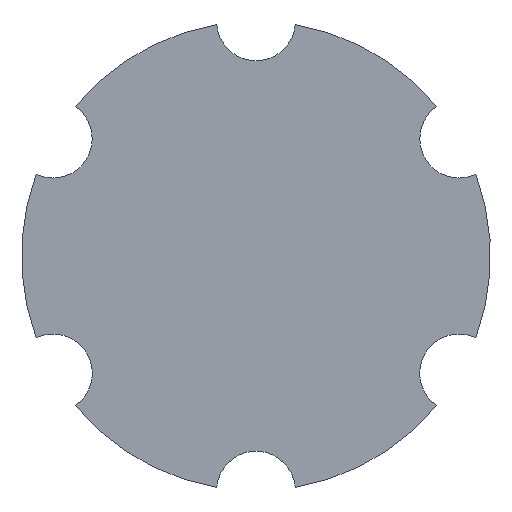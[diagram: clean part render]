
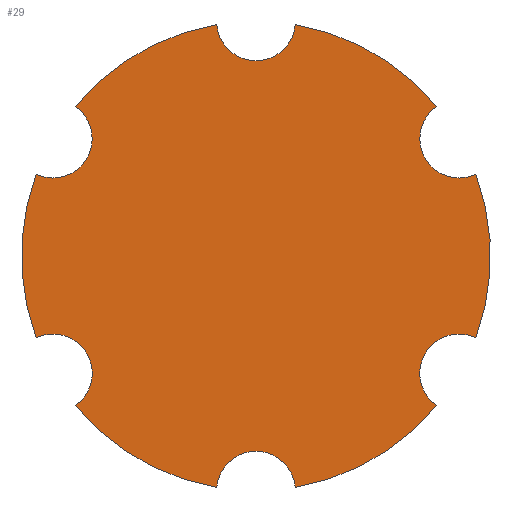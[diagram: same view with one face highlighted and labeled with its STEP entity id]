
A CAD part, front view. The second image highlights one B-rep face of the part: STEP entity #29.
In plain terms, the highlighted planar face has unit normal (0, -1, 0).
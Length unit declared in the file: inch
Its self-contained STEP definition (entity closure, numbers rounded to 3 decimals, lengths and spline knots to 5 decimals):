
#29 = ADVANCED_FACE ( 'NONE', ( #1473 ), #1474, .F. ) ;
#47 = EDGE_CURVE ( 'NONE', #1213, #1239, #376, .T. ) ;
#51 = EDGE_CURVE ( 'NONE', #1193, #1202, #409, .T. ) ;
#55 = EDGE_CURVE ( 'NONE', #1188, #1213, #501, .T. ) ;
#61 = EDGE_CURVE ( 'NONE', #1229, #1193, #443, .T. ) ;
#64 = EDGE_CURVE ( 'NONE', #1251, #1216, #348, .T. ) ;
#70 = EDGE_CURVE ( 'NONE', #1198, #1188, #383, .T. ) ;
#83 = EDGE_CURVE ( 'NONE', #1272, #1218, #468, .T. ) ;
#88 = EDGE_CURVE ( 'NONE', #1216, #1198, #449, .T. ) ;
#120 = ORIENTED_EDGE ( 'NONE', *, *, #614, .F. ) ;
#127 = ORIENTED_EDGE ( 'NONE', *, *, #70, .F. ) ;
#139 = ORIENTED_EDGE ( 'NONE', *, *, #1122, .F. ) ;
#140 = ORIENTED_EDGE ( 'NONE', *, *, #61, .F. ) ;
#149 = ORIENTED_EDGE ( 'NONE', *, *, #1172, .F. ) ;
#155 = ORIENTED_EDGE ( 'NONE', *, *, #299, .F. ) ;
#156 = ORIENTED_EDGE ( 'NONE', *, *, #64, .F. ) ;
#165 = ORIENTED_EDGE ( 'NONE', *, *, #1105, .F. ) ;
#168 = ORIENTED_EDGE ( 'NONE', *, *, #1135, .F. ) ;
#181 = ORIENTED_EDGE ( 'NONE', *, *, #88, .F. ) ;
#182 = ORIENTED_EDGE ( 'NONE', *, *, #47, .F. ) ;
#191 = ORIENTED_EDGE ( 'NONE', *, *, #51, .F. ) ;
#295 = CIRCLE ( 'NONE', #1094, 0.066 ) ;
#299 = EDGE_CURVE ( 'NONE', #1218, #1229, #503, .T. ) ;
#327 = EDGE_LOOP ( 'NONE', ( #165, #182, #575, #127, #181, #156, #168, #191, #140, #155, #545, #582, #120, #149, #139 ) ) ;
#340 = AXIS2_PLACEMENT_3D ( 'NONE', #775, #776, #777 ) ;
#341 = CIRCLE ( 'NONE', #340, 0.066 ) ;
#348 = CIRCLE ( 'NONE', #359, 0.3935 ) ;
#352 = AXIS2_PLACEMENT_3D ( 'NONE', #1552, #1553, #1554 ) ;
#357 = AXIS2_PLACEMENT_3D ( 'NONE', #645, #646, #647 ) ;
#359 = AXIS2_PLACEMENT_3D ( 'NONE', #1591, #1592, #1593 ) ;
#371 = AXIS2_PLACEMENT_3D ( 'NONE', #1610, #1611, #1612 ) ;
#374 = CIRCLE ( 'NONE', #403, 0.066 ) ;
#376 = CIRCLE ( 'NONE', #457, 0.3935 ) ;
#383 = CIRCLE ( 'NONE', #371, 0.3935 ) ;
#385 = AXIS2_PLACEMENT_3D ( 'NONE', #1565, #1566, #1567 ) ;
#393 = CIRCLE ( 'NONE', #414, 0.3935 ) ;
#396 = AXIS2_PLACEMENT_3D ( 'NONE', #1465, #1476, #1477 ) ;
#398 = AXIS2_PLACEMENT_3D ( 'NONE', #1649, #1650, #1651 ) ;
#399 = CIRCLE ( 'NONE', #425, 0.3935 ) ;
#403 = AXIS2_PLACEMENT_3D ( 'NONE', #671, #672, #673 ) ;
#409 = CIRCLE ( 'NONE', #352, 0.066 ) ;
#410 = AXIS2_PLACEMENT_3D ( 'NONE', #1664, #1665, #1666 ) ;
#414 = AXIS2_PLACEMENT_3D ( 'NONE', #717, #718, #719 ) ;
#425 = AXIS2_PLACEMENT_3D ( 'NONE', #721, #722, #723 ) ;
#429 = AXIS2_PLACEMENT_3D ( 'NONE', #620, #621, #622 ) ;
#443 = CIRCLE ( 'NONE', #467, 0.3935 ) ;
#449 = CIRCLE ( 'NONE', #410, 0.066 ) ;
#454 = CIRCLE ( 'NONE', #357, 0.066 ) ;
#457 = AXIS2_PLACEMENT_3D ( 'NONE', #1541, #1542, #1543 ) ;
#467 = AXIS2_PLACEMENT_3D ( 'NONE', #1582, #1583, #1584 ) ;
#468 = CIRCLE ( 'NONE', #398, 0.066 ) ;
#501 = CIRCLE ( 'NONE', #385, 0.066 ) ;
#503 = CIRCLE ( 'NONE', #429, 0.066 ) ;
#545 = ORIENTED_EDGE ( 'NONE', *, *, #83, .F. ) ;
#575 = ORIENTED_EDGE ( 'NONE', *, *, #55, .F. ) ;
#582 = ORIENTED_EDGE ( 'NONE', *, *, #1121, .F. ) ;
#614 = EDGE_CURVE ( 'NONE', #1231, #1240, #454, .T. ) ;
#620 = CARTESIAN_POINT ( 'NONE',  ( 0., 0., 0.3935 ) ) ;
#621 = DIRECTION ( 'NONE',  ( 0., -1., 0. ) ) ;
#622 = DIRECTION ( 'NONE',  ( 0., 0., 1. ) ) ;
#645 = CARTESIAN_POINT ( 'NONE',  ( -0.34078, 0., 0.19675 ) ) ;
#646 = DIRECTION ( 'NONE',  ( 0., -1., 0. ) ) ;
#647 = DIRECTION ( 'NONE',  ( 0., 0., 1. ) ) ;
#671 = CARTESIAN_POINT ( 'NONE',  ( -0.34078, 0., -0.19675 ) ) ;
#672 = DIRECTION ( 'NONE',  ( 0., -1., 0. ) ) ;
#673 = DIRECTION ( 'NONE',  ( 0., 0., 1. ) ) ;
#717 = CARTESIAN_POINT ( 'NONE',  ( 0., 0., 0. ) ) ;
#718 = DIRECTION ( 'NONE',  ( 0., 1., 0. ) ) ;
#719 = DIRECTION ( 'NONE',  ( 0., 0., 1. ) ) ;
#721 = CARTESIAN_POINT ( 'NONE',  ( 0., 0., 0. ) ) ;
#722 = DIRECTION ( 'NONE',  ( 0., 1., 0. ) ) ;
#723 = DIRECTION ( 'NONE',  ( 0., 0., 1. ) ) ;
#775 = CARTESIAN_POINT ( 'NONE',  ( 0.34078, 0., 0.19675 ) ) ;
#776 = DIRECTION ( 'NONE',  ( 0., -1., 0. ) ) ;
#777 = DIRECTION ( 'NONE',  ( 0., 0., 1. ) ) ;
#898 = CARTESIAN_POINT ( 'NONE',  ( -0.34078, 0., 0.19675 ) ) ;
#899 = DIRECTION ( 'NONE',  ( 0., -1., 0. ) ) ;
#900 = DIRECTION ( 'NONE',  ( 0., 0., 1. ) ) ;
#910 = CARTESIAN_POINT ( 'NONE',  ( 0.06577, 0., -0.38797 ) ) ;
#911 = CARTESIAN_POINT ( 'NONE',  ( -0.36887, 0., 0.13703 ) ) ;
#919 = CARTESIAN_POINT ( 'NONE',  ( 0.3031, 0., 0.25094 ) ) ;
#924 = CARTESIAN_POINT ( 'NONE',  ( 0.3031, 0., -0.25094 ) ) ;
#928 = CARTESIAN_POINT ( 'NONE',  ( 0.34078, 0., 0.13075 ) ) ;
#939 = CARTESIAN_POINT ( 'NONE',  ( -0.06577, 0., -0.38797 ) ) ;
#942 = CARTESIAN_POINT ( 'NONE',  ( 0.36887, 0., -0.13703 ) ) ;
#944 = CARTESIAN_POINT ( 'NONE',  ( 0., 0., 0.3275 ) ) ;
#955 = CARTESIAN_POINT ( 'NONE',  ( 0.06577, 0., 0.38797 ) ) ;
#957 = CARTESIAN_POINT ( 'NONE',  ( -0.34078, 0., 0.13075 ) ) ;
#958 = CARTESIAN_POINT ( 'NONE',  ( -0.36887, 0., -0.13703 ) ) ;
#965 = CARTESIAN_POINT ( 'NONE',  ( -0.3031, 0., -0.25094 ) ) ;
#966 = CARTESIAN_POINT ( 'NONE',  ( -0.3031, 0., 0.25094 ) ) ;
#977 = CARTESIAN_POINT ( 'NONE',  ( 0.36887, 0., 0.13703 ) ) ;
#998 = CARTESIAN_POINT ( 'NONE',  ( -0.06577, 0., 0.38797 ) ) ;
#1094 = AXIS2_PLACEMENT_3D ( 'NONE', #898, #899, #900 ) ;
#1105 = EDGE_CURVE ( 'NONE', #1239, #1232, #374, .T. ) ;
#1121 = EDGE_CURVE ( 'NONE', #1240, #1272, #393, .T. ) ;
#1122 = EDGE_CURVE ( 'NONE', #1232, #1182, #399, .T. ) ;
#1135 = EDGE_CURVE ( 'NONE', #1202, #1251, #341, .T. ) ;
#1172 = EDGE_CURVE ( 'NONE', #1182, #1231, #295, .T. ) ;
#1182 = VERTEX_POINT ( 'NONE', #911 ) ;
#1188 = VERTEX_POINT ( 'NONE', #910 ) ;
#1193 = VERTEX_POINT ( 'NONE', #919 ) ;
#1198 = VERTEX_POINT ( 'NONE', #924 ) ;
#1202 = VERTEX_POINT ( 'NONE', #928 ) ;
#1213 = VERTEX_POINT ( 'NONE', #939 ) ;
#1216 = VERTEX_POINT ( 'NONE', #942 ) ;
#1218 = VERTEX_POINT ( 'NONE', #944 ) ;
#1229 = VERTEX_POINT ( 'NONE', #955 ) ;
#1231 = VERTEX_POINT ( 'NONE', #957 ) ;
#1232 = VERTEX_POINT ( 'NONE', #958 ) ;
#1239 = VERTEX_POINT ( 'NONE', #965 ) ;
#1240 = VERTEX_POINT ( 'NONE', #966 ) ;
#1251 = VERTEX_POINT ( 'NONE', #977 ) ;
#1272 = VERTEX_POINT ( 'NONE', #998 ) ;
#1465 = CARTESIAN_POINT ( 'NONE',  ( -0.17039, 0., -0.09838 ) ) ;
#1473 = FACE_OUTER_BOUND ( 'NONE', #327, .T. ) ;
#1474 = PLANE ( 'NONE',  #396 ) ;
#1476 = DIRECTION ( 'NONE',  ( 0., 1., 0. ) ) ;
#1477 = DIRECTION ( 'NONE',  ( 0., 0., 1. ) ) ;
#1541 = CARTESIAN_POINT ( 'NONE',  ( 0., 0., 0. ) ) ;
#1542 = DIRECTION ( 'NONE',  ( 0., 1., 0. ) ) ;
#1543 = DIRECTION ( 'NONE',  ( 0., 0., 1. ) ) ;
#1552 = CARTESIAN_POINT ( 'NONE',  ( 0.34078, 0., 0.19675 ) ) ;
#1553 = DIRECTION ( 'NONE',  ( 0., -1., 0. ) ) ;
#1554 = DIRECTION ( 'NONE',  ( 0., 0., 1. ) ) ;
#1565 = CARTESIAN_POINT ( 'NONE',  ( 0., 0., -0.3935 ) ) ;
#1566 = DIRECTION ( 'NONE',  ( 0., -1., 0. ) ) ;
#1567 = DIRECTION ( 'NONE',  ( 0., 0., 1. ) ) ;
#1582 = CARTESIAN_POINT ( 'NONE',  ( 0., 0., 0. ) ) ;
#1583 = DIRECTION ( 'NONE',  ( 0., 1., 0. ) ) ;
#1584 = DIRECTION ( 'NONE',  ( 0., 0., 1. ) ) ;
#1591 = CARTESIAN_POINT ( 'NONE',  ( 0., 0., 0. ) ) ;
#1592 = DIRECTION ( 'NONE',  ( 0., 1., 0. ) ) ;
#1593 = DIRECTION ( 'NONE',  ( 0., 0., 1. ) ) ;
#1610 = CARTESIAN_POINT ( 'NONE',  ( 0., 0., 0. ) ) ;
#1611 = DIRECTION ( 'NONE',  ( 0., 1., 0. ) ) ;
#1612 = DIRECTION ( 'NONE',  ( 0., 0., 1. ) ) ;
#1649 = CARTESIAN_POINT ( 'NONE',  ( 0., 0., 0.3935 ) ) ;
#1650 = DIRECTION ( 'NONE',  ( 0., -1., 0. ) ) ;
#1651 = DIRECTION ( 'NONE',  ( 0., 0., 1. ) ) ;
#1664 = CARTESIAN_POINT ( 'NONE',  ( 0.34078, 0., -0.19675 ) ) ;
#1665 = DIRECTION ( 'NONE',  ( 0., -1., 0. ) ) ;
#1666 = DIRECTION ( 'NONE',  ( 0., 0., 1. ) ) ;
